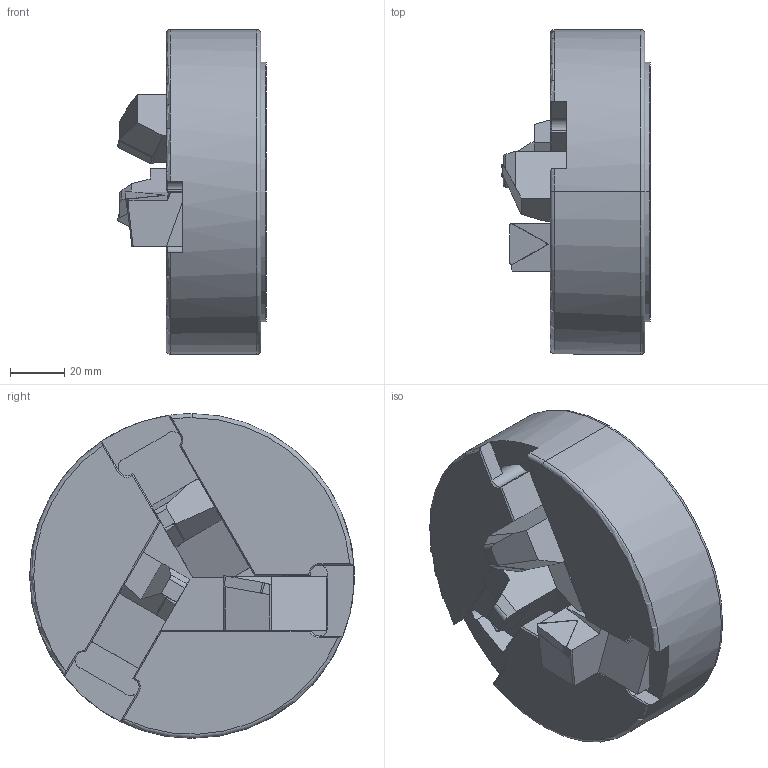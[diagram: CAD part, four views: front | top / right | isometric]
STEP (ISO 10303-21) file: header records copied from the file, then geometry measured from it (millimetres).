
FILE_DESCRIPTION (( 'STEP AP214' ), '1' );
FILE_NAME ('ACPBT-2-LIGHT.STP', '2023-11-13T12:02:53', ( '' ), ( '' ), 'SwSTEP 2.0', 'SolidWorks 2018', '' );
FILE_SCHEMA (( 'AUTOMOTIVE_DESIGN' ));
Length unit declared in the file: millimetre
Products named in the file (1): ACPBT-2-LIGHT
Bounding box: 55 x 120 x 120 mm (x, y, z)
Volume: 395338.1 mm3; surface area: 47446.7 mm2
Topology: 4 solids, 4 shells, 154 faces, 413 edges, 265 vertices
Faces by surface type: plane 107, cone 22, cylinder 17, torus 8
Entity records: 6538 total; most frequent: CARTESIAN_POINT 946, ORIENTED_EDGE 826, DIRECTION 791, EDGE_CURVE 413, VECTOR 299, LINE 299, VERTEX_POINT 265, AXIS2_PLACEMENT_3D 246
